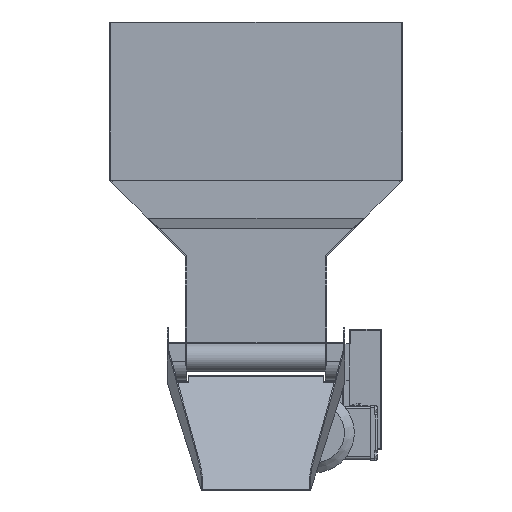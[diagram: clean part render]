
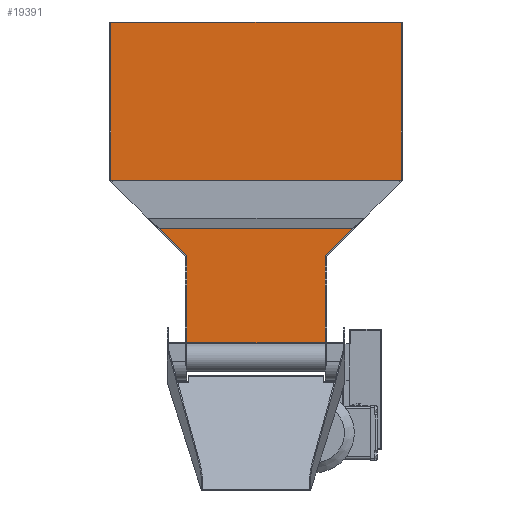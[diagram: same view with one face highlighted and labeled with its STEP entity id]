
A CAD part, front view. The second image highlights one B-rep face of the part: STEP entity #19391.
In plain terms, the highlighted planar face has unit normal (0, -1, 0).
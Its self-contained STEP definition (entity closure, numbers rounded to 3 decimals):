
#5835=ORIENTED_EDGE('',*,*,#9913,.F.);
#5836=ORIENTED_EDGE('',*,*,#9905,.F.);
#5837=ORIENTED_EDGE('',*,*,#9925,.F.);
#5838=ORIENTED_EDGE('',*,*,#9966,.T.);
#5839=ORIENTED_EDGE('',*,*,#9969,.F.);
#5840=ORIENTED_EDGE('',*,*,#9970,.F.);
#5841=ORIENTED_EDGE('',*,*,#9971,.F.);
#5842=ORIENTED_EDGE('',*,*,#9967,.F.);
#9905=EDGE_CURVE('',#12033,#12034,#13529,.T.);
#9913=EDGE_CURVE('',#12034,#12041,#13537,.T.);
#9925=EDGE_CURVE('',#12051,#12033,#13547,.T.);
#9966=EDGE_CURVE('',#12051,#12081,#13586,.T.);
#9967=EDGE_CURVE('',#12041,#12082,#13587,.T.);
#9969=EDGE_CURVE('',#12083,#12081,#13589,.T.);
#9970=EDGE_CURVE('',#12084,#12083,#13590,.T.);
#9971=EDGE_CURVE('',#12082,#12084,#13591,.T.);
#12033=VERTEX_POINT('',#26375);
#12034=VERTEX_POINT('',#26377);
#12041=VERTEX_POINT('',#26394);
#12051=VERTEX_POINT('',#26416);
#12081=VERTEX_POINT('',#26495);
#12082=VERTEX_POINT('',#26499);
#12083=VERTEX_POINT('',#26503);
#12084=VERTEX_POINT('',#26505);
#13529=LINE('',#26376,#15243);
#13537=LINE('',#26393,#15251);
#13547=LINE('',#26417,#15261);
#13586=LINE('',#26496,#15300);
#13587=LINE('',#26498,#15301);
#13589=LINE('',#26502,#15303);
#13590=LINE('',#26504,#15304);
#13591=LINE('',#26506,#15305);
#15243=VECTOR('',#22039,1000.);
#15251=VECTOR('',#22051,1000.);
#15261=VECTOR('',#22067,1000.);
#15300=VECTOR('',#22126,1000.);
#15301=VECTOR('',#22129,1000.);
#15303=VECTOR('',#22133,1000.);
#15304=VECTOR('',#22134,1000.);
#15305=VECTOR('',#22135,1000.);
#16893=EDGE_LOOP('',(#5835,#5836,#5837,#5838,#5839,#5840,#5841,#5842));
#17823=FACE_BOUND('',#16893,.T.);
#18705=PLANE('',#20364);
#19391=ADVANCED_FACE('',(#17823),#18705,.F.);
#20364=AXIS2_PLACEMENT_3D('',#26501,#22131,#22132);
#22039=DIRECTION('',(-0.707,0.,-0.707));
#22051=DIRECTION('',(0.,0.,-1.));
#22067=DIRECTION('',(0.,0.,-1.));
#22126=DIRECTION('',(-1.,0.,0.));
#22129=DIRECTION('',(-1.,0.,0.));
#22131=DIRECTION('',(0.,1.,0.));
#22132=DIRECTION('',(0.,0.,1.));
#22133=DIRECTION('',(0.,0.,1.));
#22134=DIRECTION('',(-0.707,0.,0.707));
#22135=DIRECTION('',(0.,0.,1.));
#26375=CARTESIAN_POINT('',(198.502,880.5,223.502));
#26376=CARTESIAN_POINT('',(95.,880.5,120.));
#26377=CARTESIAN_POINT('',(95.,880.5,120.));
#26393=CARTESIAN_POINT('',(95.,880.5,120.));
#26394=CARTESIAN_POINT('',(95.,880.5,1.5));
#26416=CARTESIAN_POINT('',(198.502,880.5,439.455));
#26417=CARTESIAN_POINT('',(198.502,880.5,440.));
#26495=CARTESIAN_POINT('',(-198.502,880.5,439.455));
#26496=CARTESIAN_POINT('',(1063.731,880.5,439.455));
#26498=CARTESIAN_POINT('',(1063.731,880.5,1.5));
#26499=CARTESIAN_POINT('',(-95.,880.5,1.5));
#26501=CARTESIAN_POINT('',(1063.731,880.5,1.5));
#26502=CARTESIAN_POINT('',(-198.502,880.5,440.));
#26503=CARTESIAN_POINT('',(-198.502,880.5,223.502));
#26504=CARTESIAN_POINT('',(-95.,880.5,120.));
#26505=CARTESIAN_POINT('',(-95.,880.5,120.));
#26506=CARTESIAN_POINT('',(-95.,880.5,120.));
